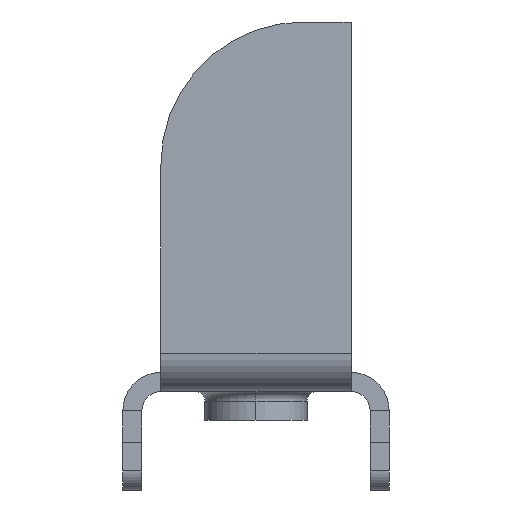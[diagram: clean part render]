
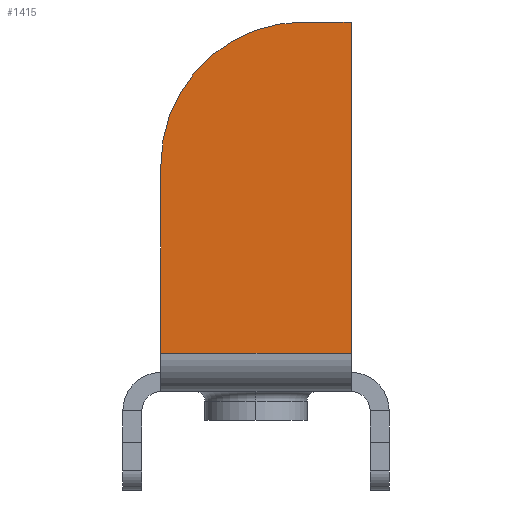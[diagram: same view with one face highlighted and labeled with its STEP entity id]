
A CAD part, left-side view. The second image highlights one B-rep face of the part: STEP entity #1415.
In plain terms, the highlighted planar face has unit normal (-1, 0, 0).
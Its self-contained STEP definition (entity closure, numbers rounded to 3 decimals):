
#175=DIRECTION('',(0.,0.,1.));
#176=VECTOR('',#175,19.858);
#177=CARTESIAN_POINT('',(-71.,10.,2.));
#178=LINE('',#177,#176);
#179=CARTESIAN_POINT('',(-71.,-5.,21.858));
#180=DIRECTION('',(1.,0.,0.));
#181=DIRECTION('',(0.,1.,0.));
#182=AXIS2_PLACEMENT_3D('',#179,#180,#181);
#184=DIRECTION('',(0.,-1.,0.));
#185=VECTOR('',#184,5.);
#186=CARTESIAN_POINT('',(-71.,-5.,36.858));
#187=LINE('',#186,#185);
#188=DIRECTION('',(0.,0.,-1.));
#189=VECTOR('',#188,34.858);
#190=CARTESIAN_POINT('',(-71.,-10.,36.858));
#191=LINE('',#190,#189);
#192=DIRECTION('',(0.,1.,0.));
#193=VECTOR('',#192,20.);
#194=CARTESIAN_POINT('',(-71.,-10.,2.));
#195=LINE('',#194,#193);
#1022=CARTESIAN_POINT('',(-71.,10.,21.858));
#1024=VERTEX_POINT('',#1022);
#1053=CARTESIAN_POINT('',(-71.,-5.,36.858));
#1054=VERTEX_POINT('',#1053);
#1055=CARTESIAN_POINT('',(-71.,-10.,36.858));
#1056=VERTEX_POINT('',#1055);
#1107=CARTESIAN_POINT('',(-71.,10.,2.));
#1108=VERTEX_POINT('',#1107);
#1111=CARTESIAN_POINT('',(-71.,-10.,2.));
#1112=VERTEX_POINT('',#1111);
#1400=CARTESIAN_POINT('',(-71.,0.,-69.142));
#1401=DIRECTION('',(1.,0.,0.));
#1402=DIRECTION('',(0.,0.,-1.));
#1403=AXIS2_PLACEMENT_3D('',#1400,#1401,#1402);
#1404=PLANE('',#1403);
#1406=ORIENTED_EDGE('',*,*,#1405,.T.);
#1407=ORIENTED_EDGE('',*,*,#1336,.T.);
#1409=ORIENTED_EDGE('',*,*,#1408,.T.);
#1411=ORIENTED_EDGE('',*,*,#1410,.T.);
#1412=ORIENTED_EDGE('',*,*,#1392,.T.);
#1413=EDGE_LOOP('',(#1406,#1407,#1409,#1411,#1412));
#1414=FACE_OUTER_BOUND('',#1413,.F.);
#1415=ADVANCED_FACE('',(#1414),#1404,.F.);
#183=CIRCLE('',#182,15.);
#1336=EDGE_CURVE('',#1108,#1024,#178,.T.);
#1392=EDGE_CURVE('',#1056,#1112,#191,.T.);
#1405=EDGE_CURVE('',#1112,#1108,#195,.T.);
#1408=EDGE_CURVE('',#1024,#1054,#183,.T.);
#1410=EDGE_CURVE('',#1054,#1056,#187,.T.);
